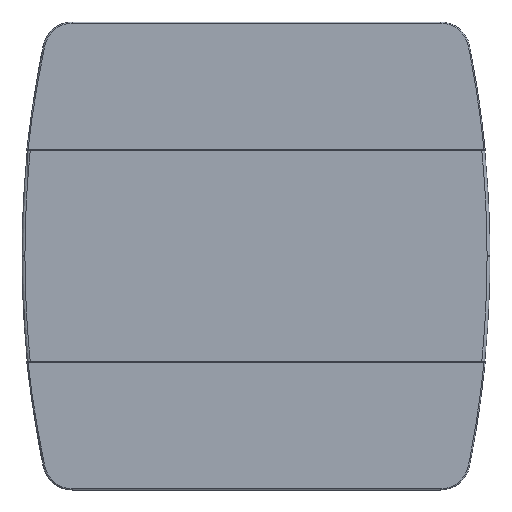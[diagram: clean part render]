
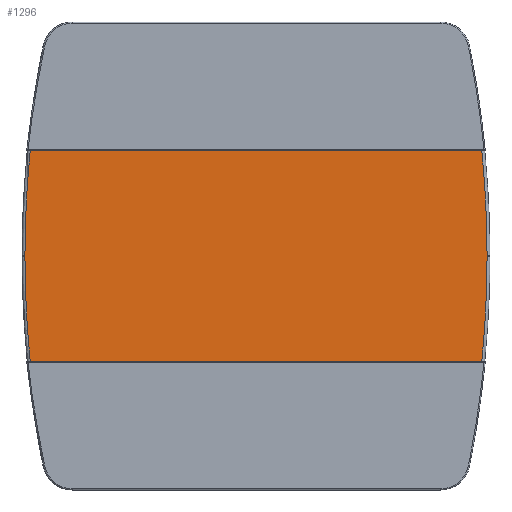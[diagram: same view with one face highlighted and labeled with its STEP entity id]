
A CAD part, front view. The second image highlights one B-rep face of the part: STEP entity #1296.
In plain terms, the highlighted planar face has unit normal (0, -1, 0).
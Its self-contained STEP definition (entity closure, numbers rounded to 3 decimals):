
#68 = VERTEX_POINT ( 'NONE', #6200 ) ;
#131 = DIRECTION ( 'NONE',  ( 0., 1., 0. ) ) ;
#157 = EDGE_CURVE ( 'NONE', #5630, #583, #6846, .T. ) ;
#217 = VECTOR ( 'NONE', #633, 1000. ) ;
#254 = CIRCLE ( 'NONE', #813, 8.975 ) ;
#382 = DIRECTION ( 'NONE',  ( -1., 0., 0. ) ) ;
#583 = VERTEX_POINT ( 'NONE', #5472 ) ;
#633 = DIRECTION ( 'NONE',  ( 0., 0., -1. ) ) ;
#735 = EDGE_LOOP ( 'NONE', ( #5316, #3391, #4706, #6609, #2945, #1184, #6225, #4783 ) ) ;
#751 = AXIS2_PLACEMENT_3D ( 'NONE', #6719, #5560, #2956 ) ;
#756 = AXIS2_PLACEMENT_3D ( 'NONE', #5212, #4147, #4697 ) ;
#768 = VECTOR ( 'NONE', #6027, 1000. ) ;
#813 = AXIS2_PLACEMENT_3D ( 'NONE', #6377, #131, #2295 ) ;
#884 = FACE_OUTER_BOUND ( 'NONE', #735, .T. ) ;
#1038 = VECTOR ( 'NONE', #6420, 1000. ) ;
#1058 = CARTESIAN_POINT ( 'NONE',  ( -1.955, 0., -0.9 ) ) ;
#1184 = ORIENTED_EDGE ( 'NONE', *, *, #157, .F. ) ;
#1296 = ADVANCED_FACE ( 'NONE', ( #884 ), #4051, .F. ) ;
#1624 = LINE ( 'NONE', #4303, #1038 ) ;
#1925 = LINE ( 'NONE', #6700, #768 ) ;
#1950 = VECTOR ( 'NONE', #382, 1000. ) ;
#2015 = CARTESIAN_POINT ( 'NONE',  ( -1.975, 0., -0.003 ) ) ;
#2292 = EDGE_CURVE ( 'NONE', #68, #4194, #5125, .T. ) ;
#2295 = DIRECTION ( 'NONE',  ( 0., 0., 1. ) ) ;
#2353 = VERTEX_POINT ( 'NONE', #6723 ) ;
#2541 = DIRECTION ( 'NONE',  ( 0., 1., 0. ) ) ;
#2568 = AXIS2_PLACEMENT_3D ( 'NONE', #2646, #2541, #3710 ) ;
#2570 = CIRCLE ( 'NONE', #751, 8.975 ) ;
#2646 = CARTESIAN_POINT ( 'NONE',  ( 7., 0., -0.003 ) ) ;
#2907 = VERTEX_POINT ( 'NONE', #2015 ) ;
#2945 = ORIENTED_EDGE ( 'NONE', *, *, #3340, .F. ) ;
#2956 = DIRECTION ( 'NONE',  ( 0., 0., 1. ) ) ;
#3006 = DIRECTION ( 'NONE',  ( 0., 0., 1. ) ) ;
#3105 = DIRECTION ( 'NONE',  ( 0., 1., 0. ) ) ;
#3224 = AXIS2_PLACEMENT_3D ( 'NONE', #5764, #3105, #3006 ) ;
#3305 = CARTESIAN_POINT ( 'NONE',  ( -1.975, 0., 0. ) ) ;
#3340 = EDGE_CURVE ( 'NONE', #583, #2907, #5012, .T. ) ;
#3378 = VERTEX_POINT ( 'NONE', #4215 ) ;
#3391 = ORIENTED_EDGE ( 'NONE', *, *, #6379, .F. ) ;
#3702 = EDGE_CURVE ( 'NONE', #2353, #6384, #1925, .T. ) ;
#3710 = DIRECTION ( 'NONE',  ( 0., 0., 1. ) ) ;
#3930 = EDGE_CURVE ( 'NONE', #2353, #5630, #2570, .T. ) ;
#4010 = CARTESIAN_POINT ( 'NONE',  ( -1.93, 0., 0.9 ) ) ;
#4051 = PLANE ( 'NONE',  #3224 ) ;
#4147 = DIRECTION ( 'NONE',  ( 0., 1., 0. ) ) ;
#4194 = VERTEX_POINT ( 'NONE', #4010 ) ;
#4215 = CARTESIAN_POINT ( 'NONE',  ( 1.93, 0., 0.9 ) ) ;
#4256 = CARTESIAN_POINT ( 'NONE',  ( 1.93, 0., -0.9 ) ) ;
#4303 = CARTESIAN_POINT ( 'NONE',  ( -1.955, 0., 0.9 ) ) ;
#4697 = DIRECTION ( 'NONE',  ( 0., 0., 1. ) ) ;
#4706 = ORIENTED_EDGE ( 'NONE', *, *, #2292, .F. ) ;
#4756 = CARTESIAN_POINT ( 'NONE',  ( 1.975, 0., 0.003 ) ) ;
#4783 = ORIENTED_EDGE ( 'NONE', *, *, #3702, .T. ) ;
#4819 = LINE ( 'NONE', #3305, #217 ) ;
#4881 = EDGE_CURVE ( 'NONE', #68, #2907, #4819, .T. ) ;
#5012 = CIRCLE ( 'NONE', #2568, 8.975 ) ;
#5125 = CIRCLE ( 'NONE', #756, 8.975 ) ;
#5212 = CARTESIAN_POINT ( 'NONE',  ( 7., 0., 0.003 ) ) ;
#5316 = ORIENTED_EDGE ( 'NONE', *, *, #6685, .F. ) ;
#5472 = CARTESIAN_POINT ( 'NONE',  ( -1.93, 0., -0.9 ) ) ;
#5560 = DIRECTION ( 'NONE',  ( 0., 1., 0. ) ) ;
#5630 = VERTEX_POINT ( 'NONE', #4256 ) ;
#5764 = CARTESIAN_POINT ( 'NONE',  ( 0., 0., 0. ) ) ;
#6027 = DIRECTION ( 'NONE',  ( 0., 0., 1. ) ) ;
#6200 = CARTESIAN_POINT ( 'NONE',  ( -1.975, 0., 0.003 ) ) ;
#6225 = ORIENTED_EDGE ( 'NONE', *, *, #3930, .F. ) ;
#6377 = CARTESIAN_POINT ( 'NONE',  ( -7., 0., 0.003 ) ) ;
#6379 = EDGE_CURVE ( 'NONE', #4194, #3378, #1624, .T. ) ;
#6384 = VERTEX_POINT ( 'NONE', #4756 ) ;
#6420 = DIRECTION ( 'NONE',  ( 1., 0., 0. ) ) ;
#6609 = ORIENTED_EDGE ( 'NONE', *, *, #4881, .T. ) ;
#6685 = EDGE_CURVE ( 'NONE', #3378, #6384, #254, .T. ) ;
#6700 = CARTESIAN_POINT ( 'NONE',  ( 1.975, 0., 0. ) ) ;
#6719 = CARTESIAN_POINT ( 'NONE',  ( -7., 0., -0.003 ) ) ;
#6723 = CARTESIAN_POINT ( 'NONE',  ( 1.975, 0., -0.003 ) ) ;
#6846 = LINE ( 'NONE', #1058, #1950 ) ;
